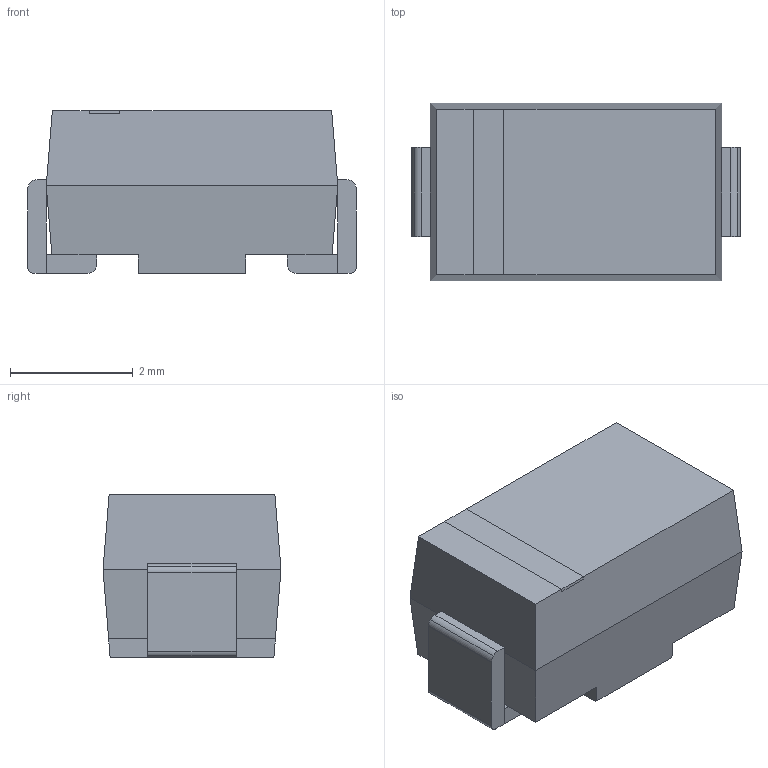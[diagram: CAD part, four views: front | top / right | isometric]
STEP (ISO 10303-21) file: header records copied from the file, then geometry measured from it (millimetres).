
FILE_DESCRIPTION((''),'2;1');
FILE_NAME('DIOM5126X265N.stp','2009-07-14T12:23:27',(''),(''),'Mechanical Desktop 2006','Mechanical Desktop 2006',', , ');
FILE_SCHEMA(('AUTOMOTIVE_DESIGN { 1 2 10303 214 0 1 1 1 }'));
Length unit declared in the file: millimetre
Products named in the file (1): Product
Bounding box: 5.35 x 2.9 x 2.65 mm (x, y, z)
Volume: 34.1 mm3; surface area: 112.7 mm2
Topology: 7 solids, 7 shells, 64 faces, 146 edges, 96 vertices
Faces by surface type: plane 38, bspline 20, cylinder 6
Entity records: 1913 total; most frequent: CARTESIAN_POINT 451, ORIENTED_EDGE 292, DIRECTION 260, EDGE_CURVE 146, VECTOR 122, LINE 122, VERTEX_POINT 96, AXIS2_PLACEMENT_3D 69
